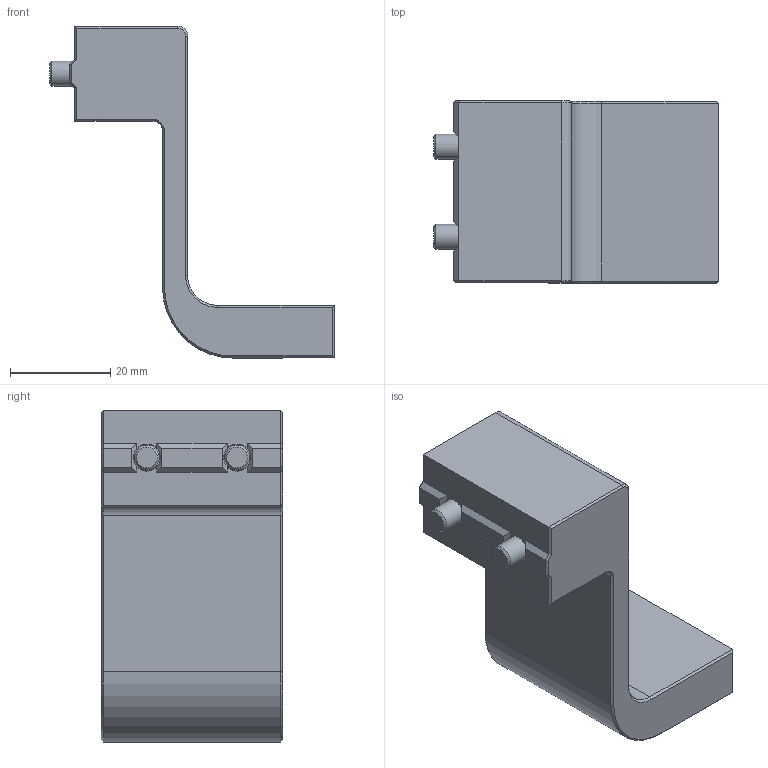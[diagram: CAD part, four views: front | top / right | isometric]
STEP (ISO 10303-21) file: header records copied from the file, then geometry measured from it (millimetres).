
FILE_DESCRIPTION(/* description */ (''),/* implementation_level */ '2;1');
FILE_NAME(/* name */ 'Dock_mount_fixed_S.step',/* time_stamp */ '2022-01-26T17:15:20+00:00',/* author */ (''),/* organization */ (''),/* preprocessor_version */ 'ST-DEVELOPER v18.1',/* originating_system */ 'Autodesk Translation Framework v10.13.0.1454',/* authorisation */ '');
FILE_SCHEMA (('AUTOMOTIVE_DESIGN { 1 0 10303 214 3 1 1 }'));
Length unit declared in the file: millimetre
Products named in the file (2): Dock_mount_fixed_S; M5x16_BHCS
Assembly tree (2 placements, depth 2):
  Dock_mount_fixed_S
    M5x16_BHCS  x2
Bounding box: 56.75 x 36.26 x 66.22 mm (x, y, z)
Volume: 32210.6 mm3; surface area: 12180.7 mm2
Topology: 3 solids, 3 shells, 127 faces, 288 edges, 176 vertices
Faces by surface type: plane 97, cylinder 14, cone 14, sphere 2
Full cylindrical faces by diameter (mm): 4.7 x2, 5 x2, 5.4 x2, 9.5 x2, 10 x2
Entity records: 3042 total; most frequent: DIRECTION 518, CARTESIAN_POINT 508, ORIENTED_EDGE 492, EDGE_CURVE 246, LINE 196, VECTOR 196, AXIS2_PLACEMENT_3D 161, VERTEX_POINT 151
